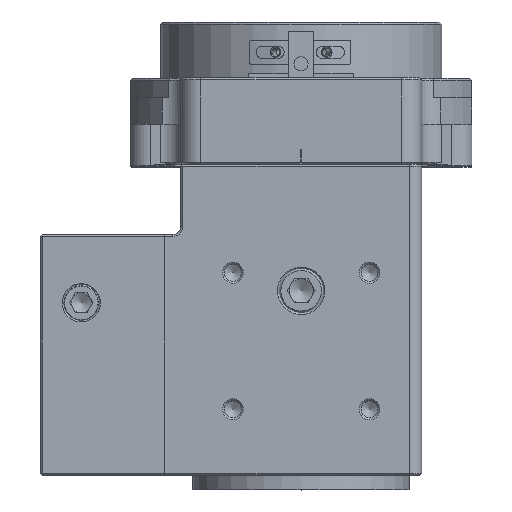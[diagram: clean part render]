
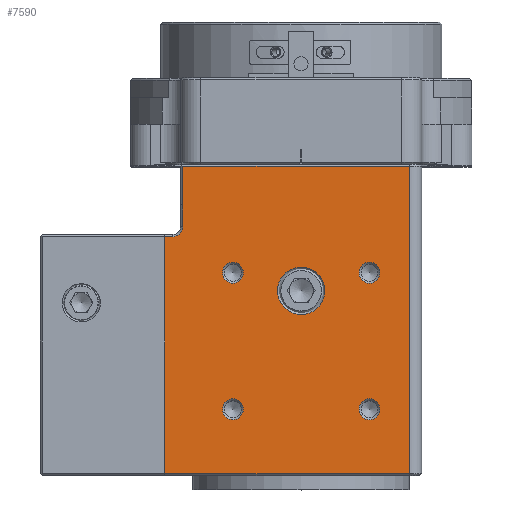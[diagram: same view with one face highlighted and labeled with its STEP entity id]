
A CAD part, top view. The second image highlights one B-rep face of the part: STEP entity #7590.
In plain terms, the highlighted planar face has unit normal (0, 0, 1).
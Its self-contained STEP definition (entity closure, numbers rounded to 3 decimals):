
#317 = DIRECTION ( 'NONE',  ( 0., -1., 0. ) ) ;
#321 = EDGE_CURVE ( 'NONE', #21007, #22052, #5845, .T. ) ;
#357 = CARTESIAN_POINT ( 'NONE',  ( -29.5, -15., 76.8 ) ) ;
#363 = LINE ( 'NONE', #357, #28271 ) ;
#1525 = CARTESIAN_POINT ( 'NONE',  ( -29.5, -15.5, 76.8 ) ) ;
#1565 = EDGE_CURVE ( 'NONE', #23810, #23810, #5858, .T. ) ;
#3496 = EDGE_LOOP ( 'NONE', ( #25328 ) ) ;
#3499 = EDGE_CURVE ( 'NONE', #16079, #15932, #4508, .T. ) ;
#4494 = DIRECTION ( 'NONE',  ( -1., 0., 0. ) ) ;
#4500 = CARTESIAN_POINT ( 'NONE',  ( -30., -0.5, 76.8 ) ) ;
#4508 = LINE ( 'NONE', #4500, #27654 ) ;
#5041 = VECTOR ( 'NONE', #31610, 1000. ) ;
#5505 = CIRCLE ( 'NONE', #26733, 5.9 ) ;
#5720 = VECTOR ( 'NONE', #20462, 1000. ) ;
#5805 = DIRECTION ( 'NONE',  ( 0., -1., 0. ) ) ;
#5838 = CARTESIAN_POINT ( 'NONE',  ( -34., -15., 76.8 ) ) ;
#5845 = LINE ( 'NONE', #5838, #8467 ) ;
#5858 = CIRCLE ( 'NONE', #27076, 2.6 ) ;
#7590 = ADVANCED_FACE ( 'NONE', ( #32526, #32494, #32488, #32481, #32435, #32411 ), #32367, .F. ) ;
#7789 = DIRECTION ( 'NONE',  ( -1., 0., 0. ) ) ;
#7794 = DIRECTION ( 'NONE',  ( 0., 0., -1. ) ) ;
#7803 = CARTESIAN_POINT ( 'NONE',  ( 0., -31.5, 76.8 ) ) ;
#7866 = CARTESIAN_POINT ( 'NONE',  ( 14.4, -27., 76.8 ) ) ;
#7898 = VERTEX_POINT ( 'NONE', #7866 ) ;
#8467 = VECTOR ( 'NONE', #5805, 1000. ) ;
#8598 = CARTESIAN_POINT ( 'NONE',  ( -29.5, -10.101, 76.8 ) ) ;
#9409 = EDGE_CURVE ( 'NONE', #19190, #19190, #5505, .T. ) ;
#10238 = EDGE_CURVE ( 'NONE', #18460, #18460, #36440, .T. ) ;
#10750 = EDGE_CURVE ( 'NONE', #18089, #18089, #24984, .T. ) ;
#10921 = EDGE_CURVE ( 'NONE', #17719, #19962, #32249, .T. ) ;
#11176 = CARTESIAN_POINT ( 'NONE',  ( -32., -18., 76.8 ) ) ;
#11815 = AXIS2_PLACEMENT_3D ( 'NONE', #31235, #31210, #31192 ) ;
#12640 = EDGE_LOOP ( 'NONE', ( #25846 ) ) ;
#13505 = AXIS2_PLACEMENT_3D ( 'NONE', #21092, #21040, #21005 ) ;
#13860 = EDGE_LOOP ( 'NONE', ( #26841 ) ) ;
#14592 = VERTEX_POINT ( 'NONE', #8598 ) ;
#15932 = VERTEX_POINT ( 'NONE', #23684 ) ;
#15939 = AXIS2_PLACEMENT_3D ( 'NONE', #19120, #19083, #19074 ) ;
#16079 = VERTEX_POINT ( 'NONE', #20850 ) ;
#17282 = EDGE_LOOP ( 'NONE', ( #25657 ) ) ;
#17719 = VERTEX_POINT ( 'NONE', #1525 ) ;
#18084 = CARTESIAN_POINT ( 'NONE',  ( -19.6, -61., 76.8 ) ) ;
#18089 = VERTEX_POINT ( 'NONE', #18084 ) ;
#18453 = CARTESIAN_POINT ( 'NONE',  ( -19.6, -27., 76.8 ) ) ;
#18460 = VERTEX_POINT ( 'NONE', #18453 ) ;
#19074 = DIRECTION ( 'NONE',  ( -1., 0., 0. ) ) ;
#19083 = DIRECTION ( 'NONE',  ( 0., 0., -1. ) ) ;
#19120 = CARTESIAN_POINT ( 'NONE',  ( -32., -15.5, 76.8 ) ) ;
#19144 = CARTESIAN_POINT ( 'NONE',  ( -5.9, -31.5, 76.8 ) ) ;
#19190 = VERTEX_POINT ( 'NONE', #19144 ) ;
#19962 = VERTEX_POINT ( 'NONE', #11176 ) ;
#20136 = AXIS2_PLACEMENT_3D ( 'NONE', #26829, #26806, #26760 ) ;
#20462 = DIRECTION ( 'NONE',  ( 0., -1., 0. ) ) ;
#20468 = CARTESIAN_POINT ( 'NONE',  ( 27., -15., 76.8 ) ) ;
#20509 = LINE ( 'NONE', #20468, #5720 ) ;
#20850 = CARTESIAN_POINT ( 'NONE',  ( 27., -0.5, 76.8 ) ) ;
#21005 = DIRECTION ( 'NONE',  ( -1., 0., 0. ) ) ;
#21007 = VERTEX_POINT ( 'NONE', #35124 ) ;
#21040 = DIRECTION ( 'NONE',  ( 0., 0., -1. ) ) ;
#21092 = CARTESIAN_POINT ( 'NONE',  ( -17., -61., 76.8 ) ) ;
#22052 = VERTEX_POINT ( 'NONE', #23864 ) ;
#22113 = VERTEX_POINT ( 'NONE', #23528 ) ;
#22387 = EDGE_CURVE ( 'NONE', #16079, #22113, #20509, .T. ) ;
#23423 = VECTOR ( 'NONE', #26517, 1000. ) ;
#23528 = CARTESIAN_POINT ( 'NONE',  ( 27., -77., 76.8 ) ) ;
#23684 = CARTESIAN_POINT ( 'NONE',  ( -29.5, -0.5, 76.8 ) ) ;
#23804 = CARTESIAN_POINT ( 'NONE',  ( 14.4, -61., 76.8 ) ) ;
#23810 = VERTEX_POINT ( 'NONE', #23804 ) ;
#23864 = CARTESIAN_POINT ( 'NONE',  ( -34., -77., 76.8 ) ) ;
#24719 = EDGE_CURVE ( 'NONE', #15932, #14592, #26800, .T. ) ;
#24741 = EDGE_CURVE ( 'NONE', #22052, #22113, #26577, .T. ) ;
#24984 = CIRCLE ( 'NONE', #13505, 2.6 ) ;
#25328 = ORIENTED_EDGE ( 'NONE', *, *, #27589, .T. ) ;
#25564 = ORIENTED_EDGE ( 'NONE', *, *, #10238, .T. ) ;
#25657 = ORIENTED_EDGE ( 'NONE', *, *, #10750, .T. ) ;
#25846 = ORIENTED_EDGE ( 'NONE', *, *, #1565, .T. ) ;
#25900 = ORIENTED_EDGE ( 'NONE', *, *, #3499, .T. ) ;
#25945 = ORIENTED_EDGE ( 'NONE', *, *, #22387, .F. ) ;
#26134 = ORIENTED_EDGE ( 'NONE', *, *, #24741, .T. ) ;
#26193 = ORIENTED_EDGE ( 'NONE', *, *, #321, .T. ) ;
#26386 = ORIENTED_EDGE ( 'NONE', *, *, #33336, .T. ) ;
#26443 = ORIENTED_EDGE ( 'NONE', *, *, #10921, .T. ) ;
#26517 = DIRECTION ( 'NONE',  ( 1., 0., 0. ) ) ;
#26553 = CARTESIAN_POINT ( 'NONE',  ( 27., -77., 76.8 ) ) ;
#26577 = LINE ( 'NONE', #26553, #23423 ) ;
#26615 = ORIENTED_EDGE ( 'NONE', *, *, #32738, .T. ) ;
#26708 = ORIENTED_EDGE ( 'NONE', *, *, #24719, .T. ) ;
#26733 = AXIS2_PLACEMENT_3D ( 'NONE', #7803, #7794, #7789 ) ;
#26755 = DIRECTION ( 'NONE',  ( 0., -1., 0. ) ) ;
#26760 = DIRECTION ( 'NONE',  ( -1., 0., 0. ) ) ;
#26790 = CARTESIAN_POINT ( 'NONE',  ( -29.5, -15., 76.8 ) ) ;
#26800 = LINE ( 'NONE', #26790, #34914 ) ;
#26806 = DIRECTION ( 'NONE',  ( 0., 0., -1. ) ) ;
#26813 = DIRECTION ( 'NONE',  ( -1., 0., 0. ) ) ;
#26829 = CARTESIAN_POINT ( 'NONE',  ( -17., -27., 76.8 ) ) ;
#26838 = DIRECTION ( 'NONE',  ( 0., 0., -1. ) ) ;
#26841 = ORIENTED_EDGE ( 'NONE', *, *, #9409, .T. ) ;
#26852 = CARTESIAN_POINT ( 'NONE',  ( 17., -61., 76.8 ) ) ;
#27076 = AXIS2_PLACEMENT_3D ( 'NONE', #26852, #26838, #26813 ) ;
#27589 = EDGE_CURVE ( 'NONE', #7898, #7898, #28168, .T. ) ;
#27654 = VECTOR ( 'NONE', #4494, 1000. ) ;
#28168 = CIRCLE ( 'NONE', #11815, 2.6 ) ;
#28271 = VECTOR ( 'NONE', #317, 1000. ) ;
#28349 = EDGE_LOOP ( 'NONE', ( #25564 ) ) ;
#31192 = DIRECTION ( 'NONE',  ( -1., 0., 0. ) ) ;
#31210 = DIRECTION ( 'NONE',  ( 0., 0., -1. ) ) ;
#31235 = CARTESIAN_POINT ( 'NONE',  ( 17., -27., 76.8 ) ) ;
#31610 = DIRECTION ( 'NONE',  ( -1., 0., 0. ) ) ;
#31620 = CARTESIAN_POINT ( 'NONE',  ( 27., -18., 76.8 ) ) ;
#31645 = LINE ( 'NONE', #31620, #5041 ) ;
#32249 = CIRCLE ( 'NONE', #15939, 2.5 ) ;
#32316 = DIRECTION ( 'NONE',  ( -1., 0., 0. ) ) ;
#32320 = DIRECTION ( 'NONE',  ( 0., 0., -1. ) ) ;
#32326 = CARTESIAN_POINT ( 'NONE',  ( 27., -15., 76.8 ) ) ;
#32367 = PLANE ( 'NONE',  #33854 ) ;
#32411 = FACE_BOUND ( 'NONE', #3496, .T. ) ;
#32435 = FACE_BOUND ( 'NONE', #28349, .T. ) ;
#32481 = FACE_BOUND ( 'NONE', #17282, .T. ) ;
#32488 = FACE_BOUND ( 'NONE', #12640, .T. ) ;
#32494 = FACE_OUTER_BOUND ( 'NONE', #37161, .T. ) ;
#32526 = FACE_BOUND ( 'NONE', #13860, .T. ) ;
#32738 = EDGE_CURVE ( 'NONE', #14592, #17719, #363, .T. ) ;
#33336 = EDGE_CURVE ( 'NONE', #19962, #21007, #31645, .T. ) ;
#33854 = AXIS2_PLACEMENT_3D ( 'NONE', #32326, #32320, #32316 ) ;
#34914 = VECTOR ( 'NONE', #26755, 1000. ) ;
#35124 = CARTESIAN_POINT ( 'NONE',  ( -34., -18., 76.8 ) ) ;
#36440 = CIRCLE ( 'NONE', #20136, 2.6 ) ;
#37161 = EDGE_LOOP ( 'NONE', ( #26708, #26615, #26443, #26386, #26193, #26134, #25945, #25900 ) ) ;
